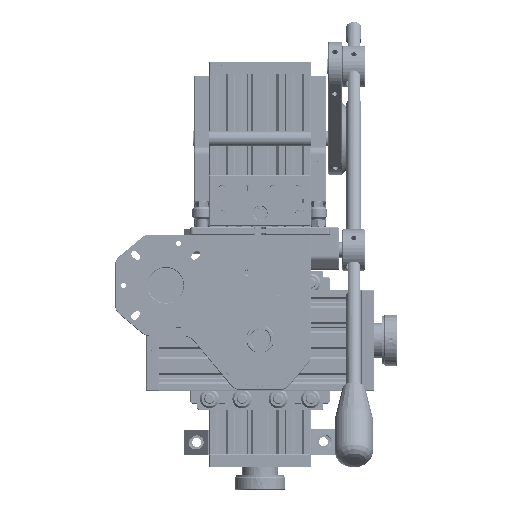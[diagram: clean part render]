
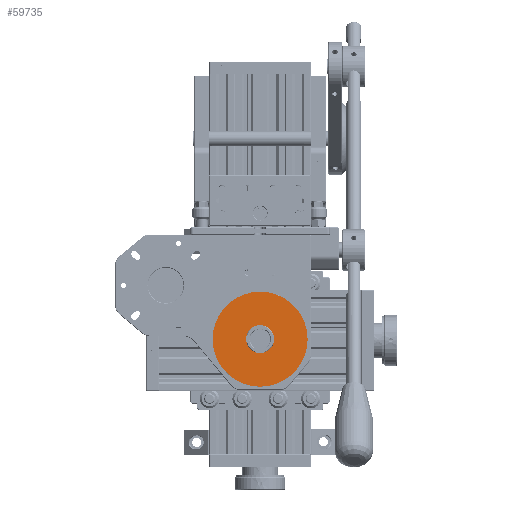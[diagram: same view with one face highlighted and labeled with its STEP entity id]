
A CAD part, top view. The second image highlights one B-rep face of the part: STEP entity #59735.
In plain terms, the highlighted planar face has unit normal (0, 0, 1).
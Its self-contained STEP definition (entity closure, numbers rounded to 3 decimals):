
#4925=FACE_BOUND('',#11449,.T.);
#7450=FACE_OUTER_BOUND('',#11448,.T.);
#11448=EDGE_LOOP('',(#50741));
#11449=EDGE_LOOP('',(#50742));
#13926=CIRCLE('',#66556,37.5);
#13929=CIRCLE('',#66560,11.);
#28962=VERTEX_POINT('',#108774);
#28965=VERTEX_POINT('',#108782);
#36514=EDGE_CURVE('',#28962,#28962,#13926,.T.);
#36518=EDGE_CURVE('',#28965,#28965,#13929,.T.);
#50741=ORIENTED_EDGE('',*,*,#36514,.T.);
#50742=ORIENTED_EDGE('',*,*,#36518,.T.);
#56997=PLANE('',#66559);
#59735=ADVANCED_FACE('',(#7450,#4925),#56997,.T.);
#66556=AXIS2_PLACEMENT_3D('',#108775,#80707,#80708);
#66559=AXIS2_PLACEMENT_3D('',#108781,#80714,#80715);
#66560=AXIS2_PLACEMENT_3D('',#108783,#80716,#80717);
#80707=DIRECTION('center_axis',(0.,0.,1.));
#80708=DIRECTION('ref_axis',(1.,0.,0.));
#80714=DIRECTION('center_axis',(0.,0.,1.));
#80715=DIRECTION('ref_axis',(1.,0.,0.));
#80716=DIRECTION('center_axis',(0.,0.,-1.));
#80717=DIRECTION('ref_axis',(1.,0.,0.));
#108774=CARTESIAN_POINT('',(-37.5,0.,7.4));
#108775=CARTESIAN_POINT('Origin',(0.,0.,7.4));
#108781=CARTESIAN_POINT('Origin',(0.,-11.,7.4));
#108782=CARTESIAN_POINT('',(0.,11.,7.4));
#108783=CARTESIAN_POINT('Origin',(0.,0.,7.4));
